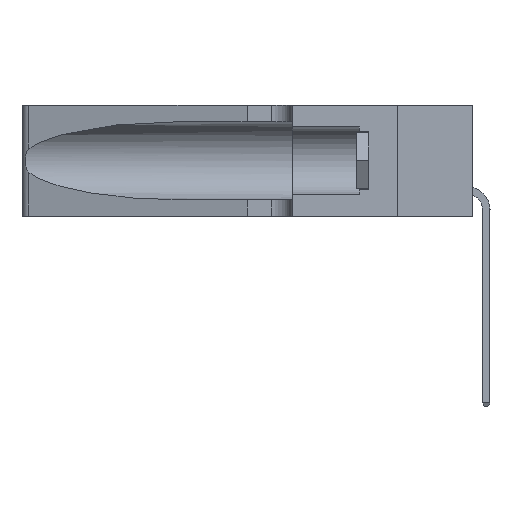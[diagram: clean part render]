
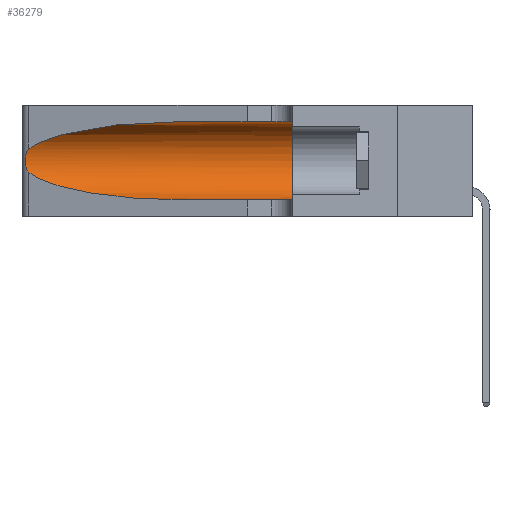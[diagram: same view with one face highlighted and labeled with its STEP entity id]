
A CAD part, left-side view. The second image highlights one B-rep face of the part: STEP entity #36279.
In plain terms, the highlighted cylindrical face has radius 3.308 mm (diameter 6.617 mm), a partial arc.
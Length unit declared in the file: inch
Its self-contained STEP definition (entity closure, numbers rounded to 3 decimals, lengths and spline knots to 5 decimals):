
#117 = VERTEX_POINT ( 'NONE', #3375 ) ;
#2835 = DIRECTION ( 'NONE',  ( 0., -1., 0. ) ) ;
#3135 = EDGE_CURVE ( 'NONE', #117, #15683, #30533, .T. ) ;
#3177 = CARTESIAN_POINT ( 'NONE',  ( 0.25487, 1.22718, 0.22369 ) ) ;
#3195 =( BOUNDED_CURVE ( )  B_SPLINE_CURVE ( 3, ( #18678, #26875, #7560, #3177 ),
 .UNSPECIFIED., .F., .T. ) 
 B_SPLINE_CURVE_WITH_KNOTS ( ( 4, 4 ),
 ( 1.5708, 2.84003 ),
 .UNSPECIFIED. ) 
 CURVE ( )  GEOMETRIC_REPRESENTATION_ITEM ( )  RATIONAL_B_SPLINE_CURVE ( ( 1., 0.87, 0.87, 1. ) ) 
 REPRESENTATION_ITEM ( '' )  );
#3375 = CARTESIAN_POINT ( 'NONE',  ( 0.1305, 0.35, 0.31525 ) ) ;
#3642 = CARTESIAN_POINT ( 'NONE',  ( 0.25555, 1.22993, 0.14849 ) ) ;
#4090 = LINE ( 'NONE', #7913, #46555 ) ;
#6888 = EDGE_CURVE ( 'NONE', #41992, #47088, #33805, .T. ) ;
#6956 = CARTESIAN_POINT ( 'NONE',  ( 0.1305, 1.61858, 0.31525 ) ) ;
#7188 = ORIENTED_EDGE ( 'NONE', *, *, #20736, .T. ) ;
#7560 = CARTESIAN_POINT ( 'NONE',  ( 0.2373, 1.15595, 0.28018 ) ) ;
#7673 = CARTESIAN_POINT ( 'NONE',  ( 0.26075, 1.23896, 0.19203 ) ) ;
#7913 = CARTESIAN_POINT ( 'NONE',  ( 0.1305, 1.61858, 0.05475 ) ) ;
#8271 = CARTESIAN_POINT ( 'NONE',  ( 0.26018, 1.23835, 0.19895 ) ) ;
#8707 = AXIS2_PLACEMENT_3D ( 'NONE', #10855, #2835, #42840 ) ;
#8952 = VERTEX_POINT ( 'NONE', #29815 ) ;
#9547 = ORIENTED_EDGE ( 'NONE', *, *, #40580, .T. ) ;
#9976 = CARTESIAN_POINT ( 'NONE',  ( 0.1305, 0.72297, 0.05475 ) ) ;
#10535 = CARTESIAN_POINT ( 'NONE',  ( 0.2373, 1.15595, 0.08982 ) ) ;
#10855 = CARTESIAN_POINT ( 'NONE',  ( 0.1305, 1.61858, 0.185 ) ) ;
#12265 = ORIENTED_EDGE ( 'NONE', *, *, #3135, .F. ) ;
#14262 = CARTESIAN_POINT ( 'NONE',  ( 0.1305, 0.72297, 0.31525 ) ) ;
#15569 = ORIENTED_EDGE ( 'NONE', *, *, #16303, .T. ) ;
#15683 = VERTEX_POINT ( 'NONE', #32684 ) ;
#15806 = CARTESIAN_POINT ( 'NONE',  ( 0.25639, 1.23184, 0.21858 ) ) ;
#16303 = EDGE_CURVE ( 'NONE', #8952, #15683, #4090, .T. ) ;
#16608 = CYLINDRICAL_SURFACE ( 'NONE', #8707, 0.13025 ) ;
#18678 = CARTESIAN_POINT ( 'NONE',  ( 0.1305, 0.72297, 0.31525 ) ) ;
#19049 = ORIENTED_EDGE ( 'NONE', *, *, #6888, .T. ) ;
#19848 = CARTESIAN_POINT ( 'NONE',  ( 0.26017, 1.23833, 0.17102 ) ) ;
#20736 = EDGE_CURVE ( 'NONE', #41145, #41992, #3195, .T. ) ;
#22252 = FACE_OUTER_BOUND ( 'NONE', #34260, .T. ) ;
#23756 = EDGE_CURVE ( 'NONE', #41145, #117, #36086, .T. ) ;
#23847 = CARTESIAN_POINT ( 'NONE',  ( 0.25789, 1.23486, 0.15765 ) ) ;
#26611 = CARTESIAN_POINT ( 'NONE',  ( 0.1305, 0.35, 0.185 ) ) ;
#26875 = CARTESIAN_POINT ( 'NONE',  ( 0.18966, 0.96281, 0.31525 ) ) ;
#27323 = DIRECTION ( 'NONE',  ( 0., 0., 1. ) ) ;
#27657 = CARTESIAN_POINT ( 'NONE',  ( 0.25487, 1.22718, 0.22369 ) ) ;
#27672 = AXIS2_PLACEMENT_3D ( 'NONE', #26611, #34653, #27323 ) ;
#29024 = CARTESIAN_POINT ( 'NONE',  ( 0.25487, 1.22718, 0.22369 ) ) ;
#29815 = CARTESIAN_POINT ( 'NONE',  ( 0.1305, 0.72297, 0.05475 ) ) ;
#30533 = CIRCLE ( 'NONE', #27672, 0.13025 ) ;
#31564 = CARTESIAN_POINT ( 'NONE',  ( 0.25487, 1.22718, 0.14631 ) ) ;
#31670 =( BOUNDED_CURVE ( )  B_SPLINE_CURVE ( 3, ( #33872, #10535, #50219, #9976 ),
 .UNSPECIFIED., .F., .T. ) 
 B_SPLINE_CURVE_WITH_KNOTS ( ( 4, 4 ),
 ( 3.44316, 4.71239 ),
 .UNSPECIFIED. ) 
 CURVE ( )  GEOMETRIC_REPRESENTATION_ITEM ( )  RATIONAL_B_SPLINE_CURVE ( ( 1., 0.87, 0.87, 1. ) ) 
 REPRESENTATION_ITEM ( '' )  );
#32184 = CARTESIAN_POINT ( 'NONE',  ( 0.25854, 1.2359, 0.20912 ) ) ;
#32684 = CARTESIAN_POINT ( 'NONE',  ( 0.1305, 0.35, 0.05475 ) ) ;
#33805 = B_SPLINE_CURVE_WITH_KNOTS ( 'NONE', 3,
 ( #27657, #48097, #15806, #47458, #32184, #8271, #7673, #43776, #19848, #36173, #23847, #51555, #3642, #31564 ),
 .UNSPECIFIED., .F., .F.,
 ( 4, 2, 2, 2, 2, 2, 4 ),
 ( 0., 0.00027, 0.00053, 0.00107, 0.0016, 0.00187, 0.00214 ),
 .UNSPECIFIED. ) ;
#33872 = CARTESIAN_POINT ( 'NONE',  ( 0.25487, 1.22718, 0.14631 ) ) ;
#34260 = EDGE_LOOP ( 'NONE', ( #7188, #19049, #9547, #15569, #12265, #34452 ) ) ;
#34452 = ORIENTED_EDGE ( 'NONE', *, *, #23756, .F. ) ;
#34653 = DIRECTION ( 'NONE',  ( 0., 1., 0. ) ) ;
#36086 = LINE ( 'NONE', #6956, #43687 ) ;
#36173 = CARTESIAN_POINT ( 'NONE',  ( 0.25856, 1.23593, 0.16098 ) ) ;
#36279 = ADVANCED_FACE ( 'NONE', ( #22252 ), #16608, .F. ) ;
#40580 = EDGE_CURVE ( 'NONE', #47088, #8952, #31670, .T. ) ;
#41145 = VERTEX_POINT ( 'NONE', #14262 ) ;
#41992 = VERTEX_POINT ( 'NONE', #29024 ) ;
#42430 = DIRECTION ( 'NONE',  ( 0., -1., 0. ) ) ;
#42840 = DIRECTION ( 'NONE',  ( 0., 0., -1. ) ) ;
#43687 = VECTOR ( 'NONE', #48258, 39.37008 ) ;
#43776 = CARTESIAN_POINT ( 'NONE',  ( 0.26075, 1.23896, 0.178 ) ) ;
#46555 = VECTOR ( 'NONE', #42430, 39.37008 ) ;
#47088 = VERTEX_POINT ( 'NONE', #49104 ) ;
#47458 = CARTESIAN_POINT ( 'NONE',  ( 0.25787, 1.23484, 0.2124 ) ) ;
#48097 = CARTESIAN_POINT ( 'NONE',  ( 0.25555, 1.22994, 0.2215 ) ) ;
#48258 = DIRECTION ( 'NONE',  ( 0., -1., 0. ) ) ;
#49104 = CARTESIAN_POINT ( 'NONE',  ( 0.25487, 1.22718, 0.14631 ) ) ;
#50219 = CARTESIAN_POINT ( 'NONE',  ( 0.18966, 0.96281, 0.05475 ) ) ;
#51555 = CARTESIAN_POINT ( 'NONE',  ( 0.25639, 1.23186, 0.15144 ) ) ;
